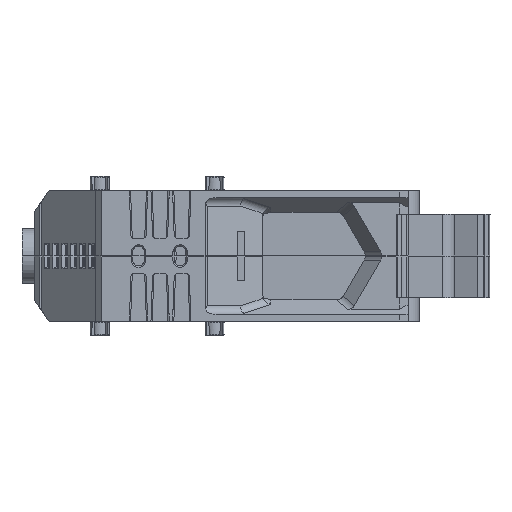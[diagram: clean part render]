
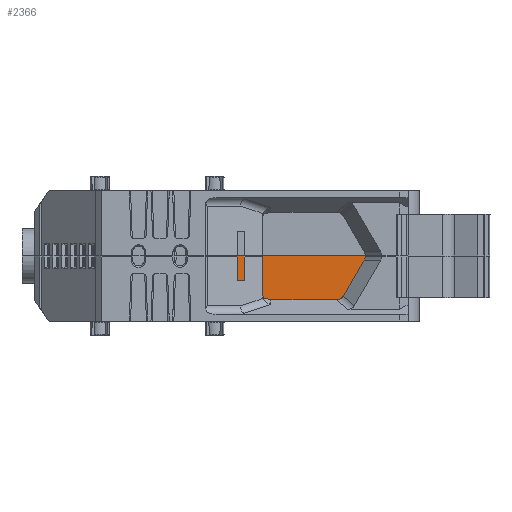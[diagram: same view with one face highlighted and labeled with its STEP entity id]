
A CAD part, left-side view. The second image highlights one B-rep face of the part: STEP entity #2366.
In plain terms, the highlighted planar face has unit normal (-1, 0, 0).
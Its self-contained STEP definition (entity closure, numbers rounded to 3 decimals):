
#2366=ADVANCED_FACE('',(#5509),#4413,.T.);
#4413=PLANE('',#38025);
#5509=FACE_OUTER_BOUND('',#7332,.T.);
#7332=EDGE_LOOP('',(#10949,#10950,#10951,#10952));
#10949=ORIENTED_EDGE('',*,*,#25482,.T.);
#10950=ORIENTED_EDGE('',*,*,#25486,.F.);
#10951=ORIENTED_EDGE('',*,*,#25487,.T.);
#10952=ORIENTED_EDGE('',*,*,#25488,.T.);
#21837=VERTEX_POINT('',#52808);
#21838=VERTEX_POINT('',#52810);
#21841=VERTEX_POINT('',#52818);
#21842=VERTEX_POINT('',#52820);
#25482=EDGE_CURVE('',#21838,#21837,#30928,.T.);
#25486=EDGE_CURVE('',#21841,#21837,#30931,.T.);
#25487=EDGE_CURVE('',#21841,#21842,#30932,.T.);
#25488=EDGE_CURVE('',#21842,#21838,#30933,.T.);
#30928=LINE('',#52809,#34433);
#30931=LINE('',#52817,#34436);
#30932=LINE('',#52819,#34437);
#30933=LINE('',#52821,#34438);
#34433=VECTOR('',#41756,1.);
#34436=VECTOR('',#41763,1.);
#34437=VECTOR('',#41764,1.);
#34438=VECTOR('',#41765,1.);
#38025=AXIS2_PLACEMENT_3D('',#52822,#41766,#41767);
#41756=DIRECTION('',(0.,-1.,0.));
#41763=DIRECTION('',(0.,0.,-1.));
#41764=DIRECTION('',(0.,1.,0.));
#41765=DIRECTION('',(0.,0.,-1.));
#41766=DIRECTION('',(-1.,0.,0.));
#41767=DIRECTION('',(0.,0.,1.));
#52808=CARTESIAN_POINT('',(-35.5,-81.121,0.95));
#52809=CARTESIAN_POINT('',(-35.5,-53.104,0.95));
#52810=CARTESIAN_POINT('',(-35.5,-19.484,0.95));
#52817=CARTESIAN_POINT('',(-35.5,-81.121,15.65));
#52818=CARTESIAN_POINT('',(-35.5,-81.121,15.65));
#52819=CARTESIAN_POINT('',(-35.5,-53.104,15.65));
#52820=CARTESIAN_POINT('',(-35.5,-19.484,15.65));
#52821=CARTESIAN_POINT('',(-35.5,-19.484,1.65));
#52822=CARTESIAN_POINT('',(-35.5,-53.104,0.95));
